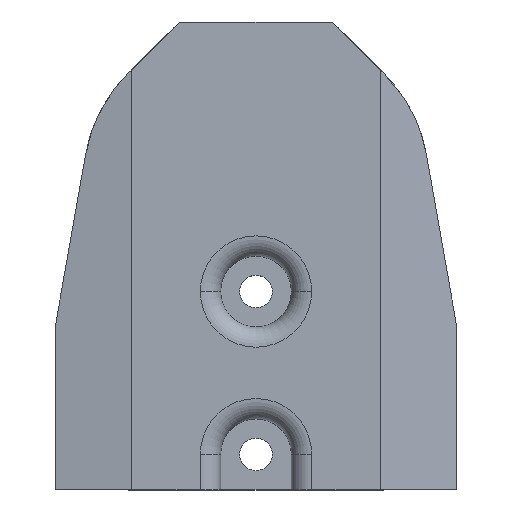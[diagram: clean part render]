
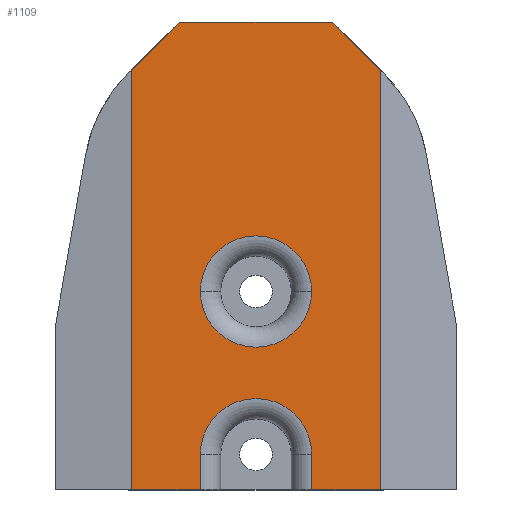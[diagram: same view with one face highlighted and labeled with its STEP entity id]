
A CAD part, top view. The second image highlights one B-rep face of the part: STEP entity #1109.
In plain terms, the highlighted planar face has unit normal (0, 0, 1).
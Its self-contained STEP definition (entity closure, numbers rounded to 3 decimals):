
#50=DIRECTION('',(1.,0.,0.));
#51=VECTOR('',#50,6.775);
#52=CARTESIAN_POINT('',(-12.25,0.,0.));
#53=LINE('',#52,#51);
#76=DIRECTION('',(1.,0.,0.));
#77=VECTOR('',#76,6.775);
#78=CARTESIAN_POINT('',(5.475,0.,0.));
#79=LINE('',#78,#77);
#149=CARTESIAN_POINT('',(0.,19.5,0.));
#150=DIRECTION('',(0.,0.,-1.));
#151=DIRECTION('',(-1.,0.,0.));
#152=AXIS2_PLACEMENT_3D('',#149,#150,#151);
#154=CARTESIAN_POINT('',(0.,19.5,0.));
#155=DIRECTION('',(0.,0.,-1.));
#156=DIRECTION('',(1.,0.,0.));
#157=AXIS2_PLACEMENT_3D('',#154,#155,#156);
#159=DIRECTION('',(0.,-1.,0.));
#160=VECTOR('',#159,41.25);
#161=CARTESIAN_POINT('',(12.25,41.25,0.));
#162=LINE('',#161,#160);
#163=DIRECTION('',(0.,-1.,0.));
#164=VECTOR('',#163,3.5);
#165=CARTESIAN_POINT('',(5.475,3.5,0.));
#166=LINE('',#165,#164);
#167=CARTESIAN_POINT('',(0.,3.5,0.));
#168=DIRECTION('',(0.,0.,-1.));
#169=DIRECTION('',(-1.,0.,0.));
#170=AXIS2_PLACEMENT_3D('',#167,#168,#169);
#172=DIRECTION('',(0.,1.,0.));
#173=VECTOR('',#172,3.5);
#174=CARTESIAN_POINT('',(-5.475,0.,0.));
#175=LINE('',#174,#173);
#176=DIRECTION('',(0.,-1.,0.));
#177=VECTOR('',#176,41.25);
#178=CARTESIAN_POINT('',(-12.25,41.25,0.));
#179=LINE('',#178,#177);
#180=DIRECTION('',(0.707,0.707,0.));
#181=VECTOR('',#180,6.718);
#182=CARTESIAN_POINT('',(-12.25,41.25,0.));
#183=LINE('',#182,#181);
#184=DIRECTION('',(0.707,-0.707,0.));
#185=VECTOR('',#184,6.718);
#186=CARTESIAN_POINT('',(7.5,46.,0.));
#187=LINE('',#186,#185);
#459=DIRECTION('',(1.,0.,0.));
#460=VECTOR('',#459,15.);
#461=CARTESIAN_POINT('',(-7.5,46.,0.));
#462=LINE('',#461,#460);
#750=CARTESIAN_POINT('',(-7.5,46.,0.));
#751=CARTESIAN_POINT('',(7.5,46.,0.));
#752=VERTEX_POINT('',#750);
#753=VERTEX_POINT('',#751);
#778=CARTESIAN_POINT('',(-5.475,19.5,0.));
#779=CARTESIAN_POINT('',(5.475,19.5,0.));
#780=VERTEX_POINT('',#778);
#781=VERTEX_POINT('',#779);
#877=CARTESIAN_POINT('',(-5.475,3.5,0.));
#878=CARTESIAN_POINT('',(5.475,3.5,0.));
#879=VERTEX_POINT('',#877);
#880=VERTEX_POINT('',#878);
#893=CARTESIAN_POINT('',(5.475,0.,0.));
#895=VERTEX_POINT('',#893);
#898=CARTESIAN_POINT('',(-5.475,0.,0.));
#900=VERTEX_POINT('',#898);
#902=CARTESIAN_POINT('',(12.25,0.,0.));
#904=VERTEX_POINT('',#902);
#905=CARTESIAN_POINT('',(12.25,41.25,0.));
#906=VERTEX_POINT('',#905);
#911=CARTESIAN_POINT('',(-12.25,0.,0.));
#913=VERTEX_POINT('',#911);
#919=CARTESIAN_POINT('',(-12.25,41.25,0.));
#920=VERTEX_POINT('',#919);
#1079=CARTESIAN_POINT('',(-19.75,0.,0.));
#1080=DIRECTION('',(0.,0.,1.));
#1081=DIRECTION('',(1.,0.,0.));
#1082=AXIS2_PLACEMENT_3D('',#1079,#1080,#1081);
#1083=PLANE('',#1082);
#1084=ORIENTED_EDGE('',*,*,#1067,.T.);
#1085=ORIENTED_EDGE('',*,*,#964,.F.);
#1087=ORIENTED_EDGE('',*,*,#1086,.F.);
#1089=ORIENTED_EDGE('',*,*,#1088,.F.);
#1091=ORIENTED_EDGE('',*,*,#1090,.F.);
#1092=ORIENTED_EDGE('',*,*,#952,.F.);
#1094=ORIENTED_EDGE('',*,*,#1093,.F.);
#1096=ORIENTED_EDGE('',*,*,#1095,.T.);
#1098=ORIENTED_EDGE('',*,*,#1097,.T.);
#1100=ORIENTED_EDGE('',*,*,#1099,.T.);
#1101=EDGE_LOOP('',(#1084,#1085,#1087,#1089,#1091,#1092,#1094,#1096,#1098,
#1100));
#1102=FACE_OUTER_BOUND('',#1101,.F.);
#1104=ORIENTED_EDGE('',*,*,#1103,.F.);
#1106=ORIENTED_EDGE('',*,*,#1105,.F.);
#1107=EDGE_LOOP('',(#1104,#1106));
#1108=FACE_BOUND('',#1107,.F.);
#1109=ADVANCED_FACE('',(#1102,#1108),#1083,.T.);
#153=CIRCLE('',#152,5.475);
#158=CIRCLE('',#157,5.475);
#171=CIRCLE('',#170,5.475);
#952=EDGE_CURVE('',#913,#900,#53,.T.);
#964=EDGE_CURVE('',#895,#904,#79,.T.);
#1067=EDGE_CURVE('',#906,#904,#162,.T.);
#1086=EDGE_CURVE('',#880,#895,#166,.T.);
#1088=EDGE_CURVE('',#879,#880,#171,.T.);
#1090=EDGE_CURVE('',#900,#879,#175,.T.);
#1093=EDGE_CURVE('',#920,#913,#179,.T.);
#1095=EDGE_CURVE('',#920,#752,#183,.T.);
#1097=EDGE_CURVE('',#752,#753,#462,.T.);
#1099=EDGE_CURVE('',#753,#906,#187,.T.);
#1103=EDGE_CURVE('',#780,#781,#153,.T.);
#1105=EDGE_CURVE('',#781,#780,#158,.T.);
